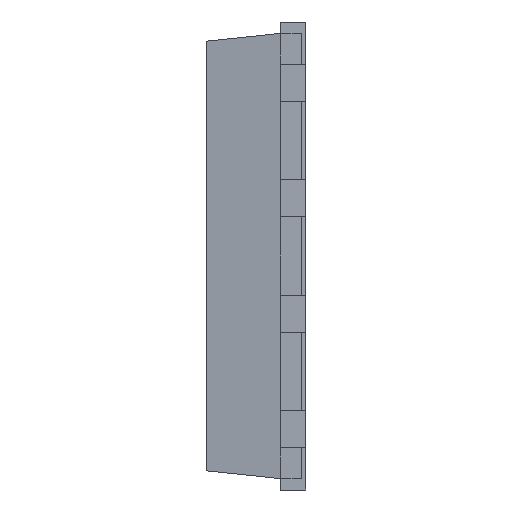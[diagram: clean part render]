
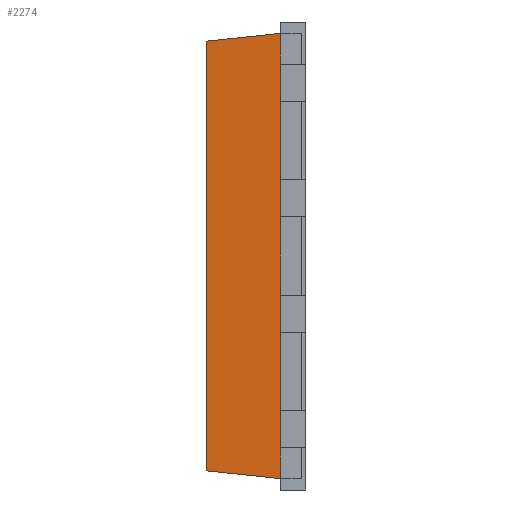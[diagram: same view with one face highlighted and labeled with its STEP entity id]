
A CAD part, left-side view. The second image highlights one B-rep face of the part: STEP entity #2274.
In plain terms, the highlighted planar face has unit normal (-0.995, 0.104, 0).
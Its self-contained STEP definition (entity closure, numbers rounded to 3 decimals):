
#55 = CARTESIAN_POINT ( 'NONE',  ( -2.95, 0.28, 1.7 ) ) ;
#59 = LINE ( 'NONE', #663, #2203 ) ;
#89 = CARTESIAN_POINT ( 'NONE',  ( -2.95, 0.28, -0.43 ) ) ;
#119 = EDGE_CURVE ( 'NONE', #1062, #687, #540, .T. ) ;
#131 = DIRECTION ( 'NONE',  ( -0.105, -0.995, 0. ) ) ;
#141 = EDGE_CURVE ( 'NONE', #687, #2647, #480, .T. ) ;
#144 = CARTESIAN_POINT ( 'NONE',  ( -2.95, 0.28, 2.45 ) ) ;
#222 = CARTESIAN_POINT ( 'NONE',  ( -2.95, 0.28, 2.45 ) ) ;
#247 = VERTEX_POINT ( 'NONE', #750 ) ;
#298 = EDGE_CURVE ( 'NONE', #1611, #589, #1676, .T. ) ;
#362 = ORIENTED_EDGE ( 'NONE', *, *, #1224, .T. ) ;
#403 = ORIENTED_EDGE ( 'NONE', *, *, #3015, .T. ) ;
#428 = VERTEX_POINT ( 'NONE', #2286 ) ;
#438 = CARTESIAN_POINT ( 'NONE',  ( -2.95, 0.28, 2.45 ) ) ;
#466 = CARTESIAN_POINT ( 'NONE',  ( -2.95, 0.28, -2.45 ) ) ;
#480 = LINE ( 'NONE', #222, #1608 ) ;
#497 = ORIENTED_EDGE ( 'NONE', *, *, #1135, .F. ) ;
#540 = LINE ( 'NONE', #1707, #2563 ) ;
#560 = VECTOR ( 'NONE', #1549, 1000. ) ;
#561 = DIRECTION ( 'NONE',  ( 0., 0., 1. ) ) ;
#567 = EDGE_CURVE ( 'NONE', #2647, #2466, #769, .T. ) ;
#589 = VERTEX_POINT ( 'NONE', #144 ) ;
#637 = VERTEX_POINT ( 'NONE', #89 ) ;
#663 = CARTESIAN_POINT ( 'NONE',  ( -2.95, 0.28, 2.45 ) ) ;
#687 = VERTEX_POINT ( 'NONE', #1219 ) ;
#750 = CARTESIAN_POINT ( 'NONE',  ( -2.95, 0.28, 0.43 ) ) ;
#761 = VECTOR ( 'NONE', #2796, 1000. ) ;
#769 = LINE ( 'NONE', #438, #761 ) ;
#932 = EDGE_CURVE ( 'NONE', #1419, #589, #3040, .T. ) ;
#934 = LINE ( 'NONE', #1551, #938 ) ;
#938 = VECTOR ( 'NONE', #1059, 1000. ) ;
#939 = ORIENTED_EDGE ( 'NONE', *, *, #298, .F. ) ;
#969 = ORIENTED_EDGE ( 'NONE', *, *, #141, .T. ) ;
#977 = CARTESIAN_POINT ( 'NONE',  ( -2.864, 1.1, 2.364 ) ) ;
#1059 = DIRECTION ( 'NONE',  ( 0., 0., 1. ) ) ;
#1062 = VERTEX_POINT ( 'NONE', #466 ) ;
#1099 = CARTESIAN_POINT ( 'NONE',  ( -2.95, 0.28, -1.7 ) ) ;
#1135 = EDGE_CURVE ( 'NONE', #428, #1611, #1297, .T. ) ;
#1204 = DIRECTION ( 'NONE',  ( 0., 0., 1. ) ) ;
#1219 = CARTESIAN_POINT ( 'NONE',  ( -2.95, 0.28, -2.11 ) ) ;
#1224 = EDGE_CURVE ( 'NONE', #637, #247, #2410, .T. ) ;
#1259 = CARTESIAN_POINT ( 'NONE',  ( -2.95, 0.28, 2.45 ) ) ;
#1297 = LINE ( 'NONE', #1489, #2422 ) ;
#1344 = DIRECTION ( 'NONE',  ( -0.995, 0.105, 0. ) ) ;
#1419 = VERTEX_POINT ( 'NONE', #1610 ) ;
#1489 = CARTESIAN_POINT ( 'NONE',  ( -2.864, 1.1, 2.45 ) ) ;
#1549 = DIRECTION ( 'NONE',  ( -0.104, -0.989, 0.104 ) ) ;
#1551 = CARTESIAN_POINT ( 'NONE',  ( -2.95, 0.28, 2.45 ) ) ;
#1594 = CARTESIAN_POINT ( 'NONE',  ( -2.95, 0.28, 2.45 ) ) ;
#1608 = VECTOR ( 'NONE', #1689, 1000. ) ;
#1610 = CARTESIAN_POINT ( 'NONE',  ( -2.95, 0.28, 2.11 ) ) ;
#1611 = VERTEX_POINT ( 'NONE', #977 ) ;
#1616 = CARTESIAN_POINT ( 'NONE',  ( -2.95, 0.28, 2.45 ) ) ;
#1676 = LINE ( 'NONE', #1259, #560 ) ;
#1678 = VECTOR ( 'NONE', #2846, 1000. ) ;
#1689 = DIRECTION ( 'NONE',  ( 0., 0., 1. ) ) ;
#1707 = CARTESIAN_POINT ( 'NONE',  ( -2.95, 0.28, 2.45 ) ) ;
#1793 = EDGE_CURVE ( 'NONE', #2466, #637, #934, .T. ) ;
#1825 = FACE_OUTER_BOUND ( 'NONE', #1915, .T. ) ;
#1843 = VERTEX_POINT ( 'NONE', #2239 ) ;
#1877 = ORIENTED_EDGE ( 'NONE', *, *, #119, .T. ) ;
#1915 = EDGE_LOOP ( 'NONE', ( #497, #403, #1877, #969, #2035, #2442, #362, #2827, #3055, #2103, #2971, #939 ) ) ;
#1952 = VECTOR ( 'NONE', #2786, 1000. ) ;
#1971 = EDGE_CURVE ( 'NONE', #247, #1843, #2763, .T. ) ;
#1996 = DIRECTION ( 'NONE',  ( 0., 0., 1. ) ) ;
#2035 = ORIENTED_EDGE ( 'NONE', *, *, #567, .T. ) ;
#2103 = ORIENTED_EDGE ( 'NONE', *, *, #2476, .T. ) ;
#2124 = CARTESIAN_POINT ( 'NONE',  ( -2.95, 0.28, 2.45 ) ) ;
#2158 = AXIS2_PLACEMENT_3D ( 'NONE', #2519, #1344, #131 ) ;
#2161 = DIRECTION ( 'NONE',  ( 0., 0., 1. ) ) ;
#2162 = LINE ( 'NONE', #2205, #2221 ) ;
#2203 = VECTOR ( 'NONE', #2161, 1000. ) ;
#2205 = CARTESIAN_POINT ( 'NONE',  ( -2.897, 0.784, -2.397 ) ) ;
#2221 = VECTOR ( 'NONE', #2399, 1000. ) ;
#2239 = CARTESIAN_POINT ( 'NONE',  ( -2.95, 0.28, 0.84 ) ) ;
#2274 = ADVANCED_FACE ( 'NONE', ( #1825 ), #2276, .T. ) ;
#2276 = PLANE ( 'NONE',  #2158 ) ;
#2286 = CARTESIAN_POINT ( 'NONE',  ( -2.864, 1.1, -2.364 ) ) ;
#2342 = DIRECTION ( 'NONE',  ( 0., 0., 1. ) ) ;
#2387 = CARTESIAN_POINT ( 'NONE',  ( -2.95, 0.28, 2.45 ) ) ;
#2399 = DIRECTION ( 'NONE',  ( -0.104, -0.989, -0.104 ) ) ;
#2410 = LINE ( 'NONE', #2387, #2448 ) ;
#2422 = VECTOR ( 'NONE', #1996, 1000. ) ;
#2442 = ORIENTED_EDGE ( 'NONE', *, *, #1793, .T. ) ;
#2448 = VECTOR ( 'NONE', #1204, 1000. ) ;
#2460 = VERTEX_POINT ( 'NONE', #55 ) ;
#2466 = VERTEX_POINT ( 'NONE', #2970 ) ;
#2476 = EDGE_CURVE ( 'NONE', #2460, #1419, #2960, .T. ) ;
#2519 = CARTESIAN_POINT ( 'NONE',  ( -2.95, 0.28, 2.45 ) ) ;
#2563 = VECTOR ( 'NONE', #2342, 1000. ) ;
#2647 = VERTEX_POINT ( 'NONE', #1099 ) ;
#2763 = LINE ( 'NONE', #1616, #1678 ) ;
#2786 = DIRECTION ( 'NONE',  ( 0., 0., 1. ) ) ;
#2796 = DIRECTION ( 'NONE',  ( 0., 0., 1. ) ) ;
#2827 = ORIENTED_EDGE ( 'NONE', *, *, #1971, .T. ) ;
#2846 = DIRECTION ( 'NONE',  ( 0., 0., 1. ) ) ;
#2947 = EDGE_CURVE ( 'NONE', #1843, #2460, #59, .T. ) ;
#2960 = LINE ( 'NONE', #1594, #1952 ) ;
#2970 = CARTESIAN_POINT ( 'NONE',  ( -2.95, 0.28, -0.84 ) ) ;
#2971 = ORIENTED_EDGE ( 'NONE', *, *, #932, .T. ) ;
#3015 = EDGE_CURVE ( 'NONE', #428, #1062, #2162, .T. ) ;
#3040 = LINE ( 'NONE', #2124, #3138 ) ;
#3055 = ORIENTED_EDGE ( 'NONE', *, *, #2947, .T. ) ;
#3138 = VECTOR ( 'NONE', #561, 1000. ) ;
